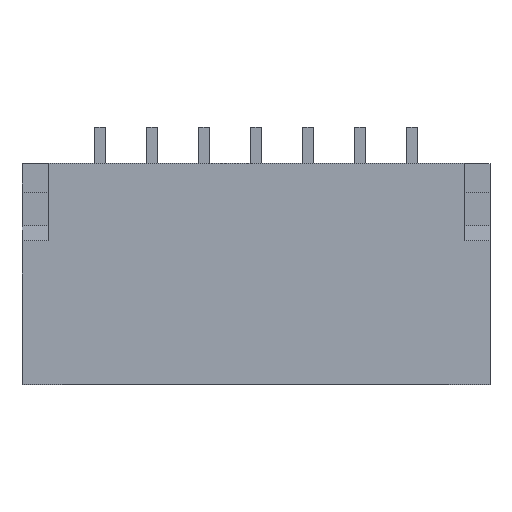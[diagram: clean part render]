
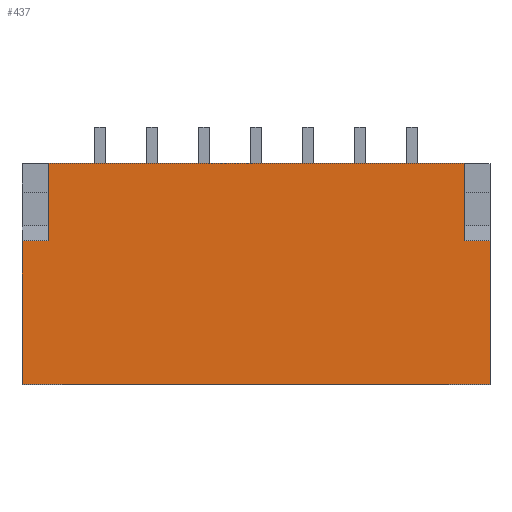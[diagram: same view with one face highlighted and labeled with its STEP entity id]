
A CAD part, top view. The second image highlights one B-rep face of the part: STEP entity #437.
In plain terms, the highlighted planar face has unit normal (0, 0, 1).
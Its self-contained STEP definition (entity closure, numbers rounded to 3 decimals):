
#27=VECTOR('',#28,1.);
#28=DIRECTION('',(0.,-1.,0.));
#35=DIRECTION('',(0.,0.,1.));
#53=VERTEX_POINT('',#54);
#54=CARTESIAN_POINT('',(-4.5,0.286,2.96));
#58=ORIENTED_EDGE('',*,*,#59,.T.);
#59=EDGE_CURVE('',#53,#60,#62,.T.);
#60=VERTEX_POINT('',#61);
#61=CARTESIAN_POINT('',(-4.5,-2.475,2.96));
#62=LINE('',#63,#27);
#63=CARTESIAN_POINT('',(-4.5,1.775,2.96));
#75=VECTOR('',#76,1.);
#76=DIRECTION('',(0.,1.,0.));
#94=DIRECTION('',(1.,0.,0.));
#110=VECTOR('',#94,1.);
#368=VERTEX_POINT('',#369);
#369=CARTESIAN_POINT('',(4.5,-2.475,2.96));
#373=EDGE_CURVE('',#60,#368,#374,.T.);
#374=LINE('',#61,#110);
#437=ADVANCED_FACE('',(#438),#470,.T.);
#438=FACE_BOUND('',#439,.T.);
#439=EDGE_LOOP('',(#440,#447,#452,#58,#455,#456,#462,#467));
#440=ORIENTED_EDGE('',*,*,#441,.F.);
#441=EDGE_CURVE('',#442,#444,#446,.T.);
#442=VERTEX_POINT('',#443);
#443=CARTESIAN_POINT('',(-4.,1.775,2.96));
#444=VERTEX_POINT('',#445);
#445=CARTESIAN_POINT('',(4.,1.775,2.96));
#446=LINE('',#63,#110);
#447=ORIENTED_EDGE('',*,*,#448,.F.);
#448=EDGE_CURVE('',#449,#442,#451,.T.);
#449=VERTEX_POINT('',#450);
#450=CARTESIAN_POINT('',(-4.,0.286,2.96));
#451=LINE('',#450,#75);
#452=ORIENTED_EDGE('',*,*,#453,.F.);
#453=EDGE_CURVE('',#53,#449,#454,.T.);
#454=LINE('',#54,#110);
#455=ORIENTED_EDGE('',*,*,#373,.T.);
#456=ORIENTED_EDGE('',*,*,#457,.F.);
#457=EDGE_CURVE('',#458,#368,#460,.T.);
#458=VERTEX_POINT('',#459);
#459=CARTESIAN_POINT('',(4.5,0.286,2.96));
#460=LINE('',#461,#27);
#461=CARTESIAN_POINT('',(4.5,1.775,2.96));
#462=ORIENTED_EDGE('',*,*,#463,.F.);
#463=EDGE_CURVE('',#464,#458,#466,.T.);
#464=VERTEX_POINT('',#465);
#465=CARTESIAN_POINT('',(4.,0.286,2.96));
#466=LINE('',#465,#110);
#467=ORIENTED_EDGE('',*,*,#468,.T.);
#468=EDGE_CURVE('',#464,#444,#469,.T.);
#469=LINE('',#465,#75);
#470=PLANE('',#471);
#471=AXIS2_PLACEMENT_3D('',#63,#35,#28);
